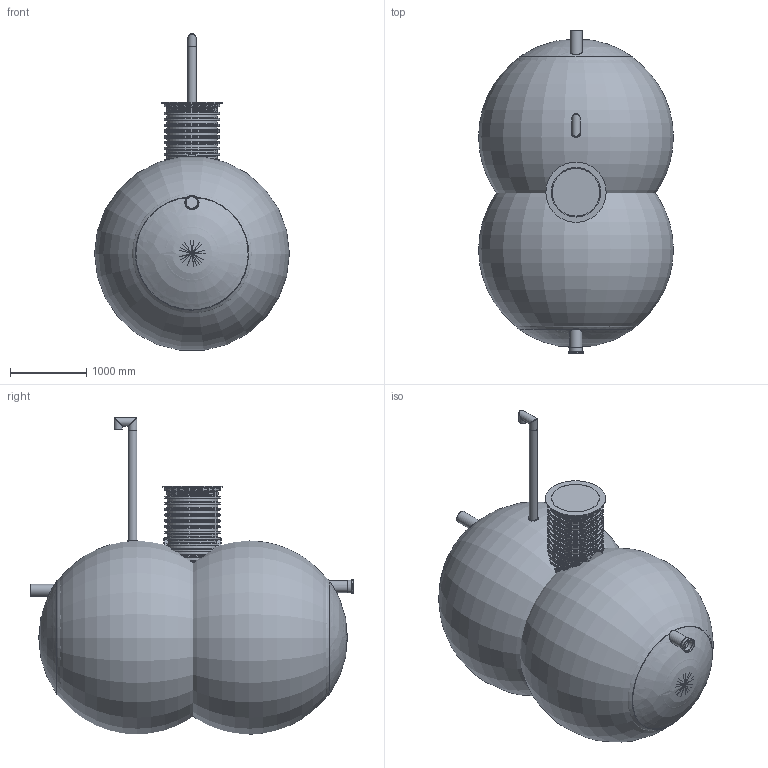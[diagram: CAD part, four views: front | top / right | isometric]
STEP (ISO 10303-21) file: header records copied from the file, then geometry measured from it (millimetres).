
FILE_DESCRIPTION(/* description */ ('Unknown'),/* implementation_level */ '2;1');
FILE_NAME(/* name */ 'Liiva-mudaeraldaja 7m3 28.03.23',/* time_stamp */ '2023-04-13T14:47:22+03:00',/* author */ ('Unknown'),/* organization */ ('Unknown'),/* preprocessor_version */ 'ST-DEVELOPER v18.1',/* originating_system */ 'Solid Edge',/* authorisation */ 'Unknown');
FILE_SCHEMA (('AUTOMOTIVE_DESIGN {1 0 10303 214 3 1 1}'));
Length unit declared in the file: millimetre
Products named in the file (20): Liiva-mudaeraldaja 7m3 28.03.23; ots1 D1600 liivaeraldajale 7m3; D1600 silinder liivaeraldajale 7m3; ots 2 D1600 liivaeraldajale 7m3; Muhvtoru160; 2306.004; Ribi 1600; D665 KP silinder 26.04.19; 2697.001 tihend teeninduskaevule 670_var2; 2693.001_var3; 2703.001; Malmluuk_D600_(Ginmika); Malmluugi_korpus_D600_(Ginmika); Malmluugi_kaan_D600_(Ginmika); RoundTubing 110x6.6_oa_0; RoundTubing 63x4.7_oa_1; PE_vent_malm_L=1500; PVC_polv_110; PE venttoru DN100 L=1500; Rotoventiots
Assembly tree (23 placements, depth 3):
  Liiva-mudaeraldaja 7m3 28.03.23
    ots1 D1600 liivaeraldajale 7m3
    D1600 silinder liivaeraldajale 7m3
    ots 2 D1600 liivaeraldajale 7m3
    Muhvtoru160
    2306.004
    Ribi 1600  x4
    D665 KP silinder 26.04.19
    2697.001 tihend teeninduskaevule 670_var2  x2
    2693.001_var3
    2703.001
    Malmluuk_D600_(Ginmika)
      Malmluugi_korpus_D600_(Ginmika)
      Malmluugi_kaan_D600_(Ginmika)
    RoundTubing 110x6.6_oa_0
    RoundTubing 63x4.7_oa_1
    PE_vent_malm_L=1500
      PVC_polv_110
      PE venttoru DN100 L=1500
      Rotoventiots
Bounding box: 2555 x 4249 x 4152.66 mm (x, y, z)
Volume: 17681521237.3 mm3; surface area: 107234615.6 mm2
Topology: 23 solids, 24 shells, 622 faces, 1472 edges, 953 vertices
Faces by surface type: plane 225, cylinder 207, torus 139, cone 26, bspline 23, sphere 2
Full cylindrical faces by diameter (mm): 6 x1, 10 x31, 53.6 x1, 63 x1, 96.8 x1, 100 x2, 103.2 x3, 105 x1, 110 x9, 120 x2, 130 x2, 148 x2, 156 x1, 160 x4, 168 x1, 178 x1, 190 x1, 595 x1, 600 x1, 609 x1, 610 x1, 615 x2, 625 x3, 630 x1, 632.5 x4, 648.5 x4, 650 x1, 655 x11, 665 x10, 668.5 x4
Entity records: 18697 total; most frequent: CARTESIAN_POINT 6131, DIRECTION 2503, ORIENTED_EDGE 2122, AXIS2_PLACEMENT_3D 1123, EDGE_CURVE 1061, FACE_BOUND 966, EDGE_LOOP 964, VERTEX_POINT 813
